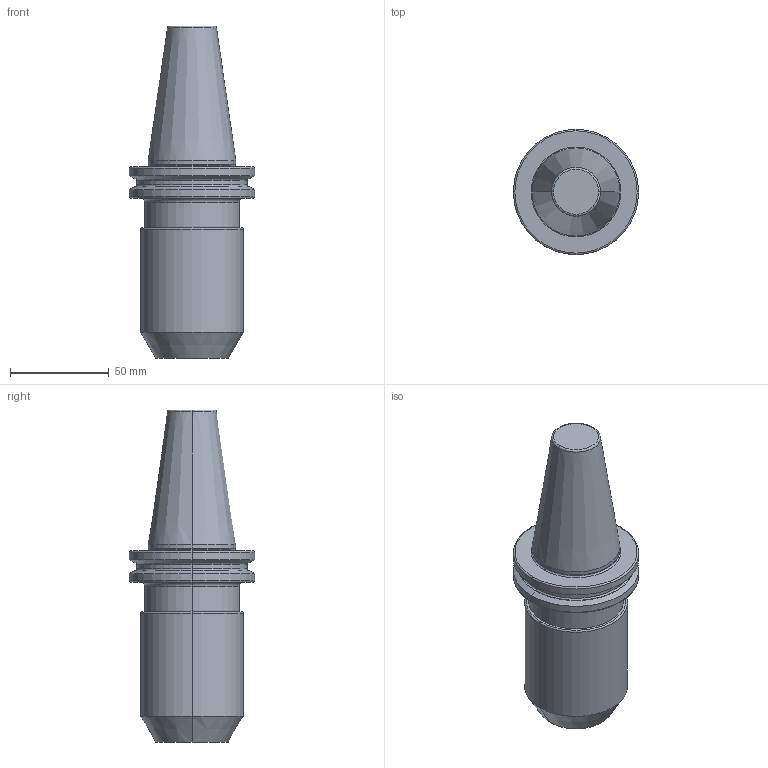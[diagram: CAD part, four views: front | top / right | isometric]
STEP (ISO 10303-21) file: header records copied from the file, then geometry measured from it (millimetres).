
FILE_DESCRIPTION(/* description */ (''),/* implementation_level */ '2;1');
FILE_NAME(/* name */ '1614257506199.stp',/* time_stamp */ '2021-02-25T18:21:59+06:00',/* author */ (''),/* organization */ ('SMS'),/* preprocessor_version */ 'ST-DEVELOPER v16.7',/* originating_system */ 'SIEMENS PLM Software NX 12.0',/* authorisation */ '');
FILE_SCHEMA (('AUTOMOTIVE_DESIGN { 1 0 10303 214 3 1 1 1 }'));
Length unit declared in the file: millimetre
Products named in the file (1): 203316499mod000_00
Bounding box: 63.5 x 63.5 x 168.25 mm (x, y, z)
Volume: 277242.6 mm3; surface area: 29308.1 mm2
Topology: 1 solids, 1 shells, 47 faces, 92 edges, 55 vertices
Faces by surface type: torus 18, cylinder 12, cone 10, plane 7
Entity records: 1281 total; most frequent: DIRECTION 264, CARTESIAN_POINT 198, ORIENTED_EDGE 184, AXIS2_PLACEMENT_3D 121, EDGE_CURVE 92, CIRCLE 70, EDGE_LOOP 52, VERTEX_POINT 52
